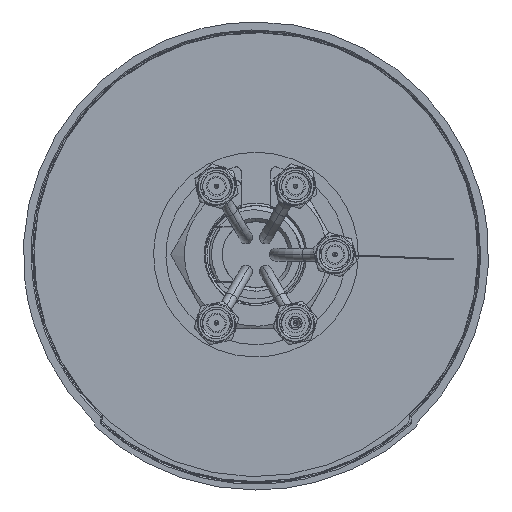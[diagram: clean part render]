
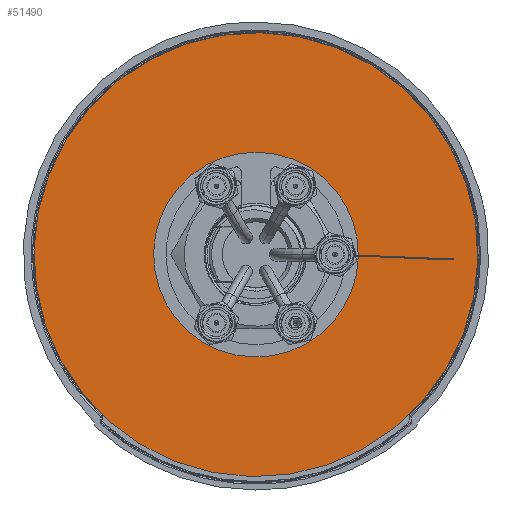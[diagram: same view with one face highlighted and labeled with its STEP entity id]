
A CAD part, front view. The second image highlights one B-rep face of the part: STEP entity #51490.
In plain terms, the highlighted planar face has unit normal (0, -1, 0).
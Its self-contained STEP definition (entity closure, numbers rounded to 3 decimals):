
#651 = EDGE_LOOP ( 'NONE', ( #41222, #11384 ) ) ;
#1909 = DIRECTION ( 'NONE',  ( 0., -1., 0. ) ) ;
#2986 = AXIS2_PLACEMENT_3D ( 'NONE', #47644, #1909, #43141 ) ;
#3160 = ORIENTED_EDGE ( 'NONE', *, *, #26966, .F. ) ;
#3224 = CIRCLE ( 'NONE', #16313, 45. ) ;
#3897 = FACE_BOUND ( 'NONE', #50356, .T. ) ;
#6475 = FACE_OUTER_BOUND ( 'NONE', #651, .T. ) ;
#11384 = ORIENTED_EDGE ( 'NONE', *, *, #50549, .F. ) ;
#11772 = EDGE_CURVE ( 'NONE', #33009, #52766, #3224, .T. ) ;
#14099 = AXIS2_PLACEMENT_3D ( 'NONE', #48173, #19270, #43847 ) ;
#16313 = AXIS2_PLACEMENT_3D ( 'NONE', #42080, #33620, #29629 ) ;
#17575 = DIRECTION ( 'NONE',  ( -0.988, 0., -0.152 ) ) ;
#19106 = CARTESIAN_POINT ( 'NONE',  ( -20.508, -13.5, -3.161 ) ) ;
#19270 = DIRECTION ( 'NONE',  ( 0., -1., 0. ) ) ;
#20999 = DIRECTION ( 'NONE',  ( 0.988, 0., 0.152 ) ) ;
#21945 = CARTESIAN_POINT ( 'NONE',  ( 0., -13.5, 0. ) ) ;
#23155 = CARTESIAN_POINT ( 'NONE',  ( 44.475, -13.5, 6.856 ) ) ;
#24344 = CIRCLE ( 'NONE', #26666, 45. ) ;
#25942 = CARTESIAN_POINT ( 'NONE',  ( -44.475, -13.5, -6.856 ) ) ;
#26267 = DIRECTION ( 'NONE',  ( 0., 1., 0. ) ) ;
#26666 = AXIS2_PLACEMENT_3D ( 'NONE', #21945, #26267, #17575 ) ;
#26966 = EDGE_CURVE ( 'NONE', #32202, #47772, #35335, .T. ) ;
#27351 = ORIENTED_EDGE ( 'NONE', *, *, #33808, .F. ) ;
#29496 = PLANE ( 'NONE',  #50596 ) ;
#29629 = DIRECTION ( 'NONE',  ( -0.988, 0., -0.152 ) ) ;
#32202 = VERTEX_POINT ( 'NONE', #19106 ) ;
#33009 = VERTEX_POINT ( 'NONE', #25942 ) ;
#33620 = DIRECTION ( 'NONE',  ( 0., 1., 0. ) ) ;
#33808 = EDGE_CURVE ( 'NONE', #47772, #32202, #48880, .T. ) ;
#35335 = CIRCLE ( 'NONE', #14099, 20.75 ) ;
#41222 = ORIENTED_EDGE ( 'NONE', *, *, #11772, .F. ) ;
#42080 = CARTESIAN_POINT ( 'NONE',  ( 0., -13.5, 0. ) ) ;
#43141 = DIRECTION ( 'NONE',  ( -0.988, 0., -0.152 ) ) ;
#43847 = DIRECTION ( 'NONE',  ( -0.988, 0., -0.152 ) ) ;
#45939 = CARTESIAN_POINT ( 'NONE',  ( 0., -13.5, 0. ) ) ;
#46120 = DIRECTION ( 'NONE',  ( 0., 1., 0. ) ) ;
#46928 = CARTESIAN_POINT ( 'NONE',  ( 20.508, -13.5, 3.161 ) ) ;
#47644 = CARTESIAN_POINT ( 'NONE',  ( 0., -13.5, 0. ) ) ;
#47772 = VERTEX_POINT ( 'NONE', #46928 ) ;
#48173 = CARTESIAN_POINT ( 'NONE',  ( 0., -13.5, 0. ) ) ;
#48880 = CIRCLE ( 'NONE', #2986, 20.75 ) ;
#50356 = EDGE_LOOP ( 'NONE', ( #3160, #27351 ) ) ;
#50549 = EDGE_CURVE ( 'NONE', #52766, #33009, #24344, .T. ) ;
#50596 = AXIS2_PLACEMENT_3D ( 'NONE', #45939, #46120, #20999 ) ;
#51490 = ADVANCED_FACE ( 'NONE', ( #6475, #3897 ), #29496, .F. ) ;
#52766 = VERTEX_POINT ( 'NONE', #23155 ) ;
